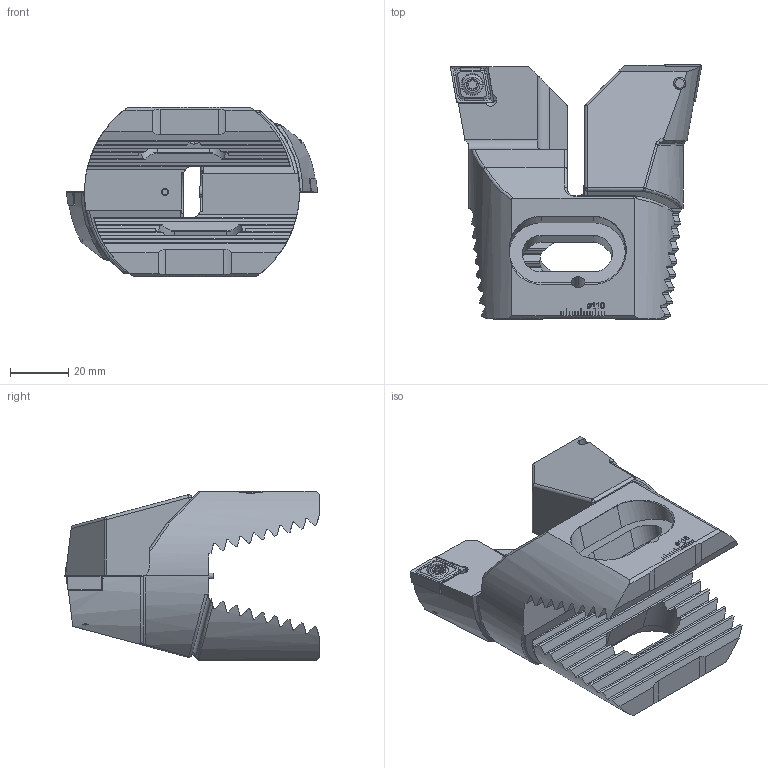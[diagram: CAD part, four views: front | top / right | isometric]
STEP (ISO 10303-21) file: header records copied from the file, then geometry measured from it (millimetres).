
FILE_DESCRIPTION (( 'STEP AP203' ), '1' );
FILE_NAME ('D37.064.087.012.STEP', '2018-03-02T13:38:12', ( 'SWIAdmin' ), ( 'Hewlett-Packard Company' ), 'SwSTEP 2.0', 'SolidWorks 2017', '' );
FILE_SCHEMA (( 'CONFIG_CONTROL_DESIGN' ));
Length unit declared in the file: millimetre
Products named in the file (7): CCMT120404; WCC-ER2.001.010_A; ISO 4028 - M3 x 5_M3x8; D37.064.087.012; ZC7-xxx.001.050_A_versetzt Combi; ZC7-xxx.001.050_A; Z72-ER3.001.030
Assembly tree (8 placements, depth 2):
  D37.064.087.012
    ZC7-xxx.001.050_A_versetzt Combi
    ZC7-xxx.001.050_A
    Z72-ER3.001.030
    CCMT120404  x2
    WCC-ER2.001.010_A  x2
    ISO 4028 - M3 x 5_M3x8
Bounding box: 86.5 x 87.5 x 58.2 mm (x, y, z)
Volume: 142275.6 mm3; surface area: 37228.1 mm2
Topology: 8 solids, 8 shells, 746 faces, 1973 edges, 1232 vertices
Faces by surface type: plane 411, cylinder 143, bspline 92, cone 66, torus 22, sphere 12
Entity records: 24841 total; most frequent: CARTESIAN_POINT 8906, ORIENTED_EDGE 3500, DIRECTION 2696, EDGE_CURVE 1750, VERTEX_POINT 1110, LINE 1048, VECTOR 1048, AXIS2_PLACEMENT_3D 824
